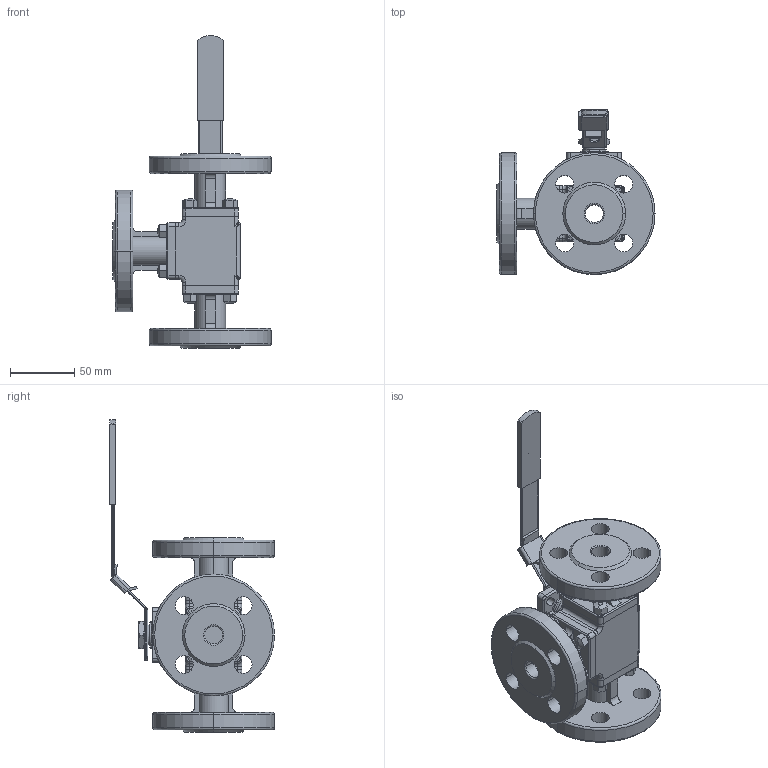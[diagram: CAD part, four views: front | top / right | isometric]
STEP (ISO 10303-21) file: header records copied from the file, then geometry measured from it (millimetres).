
FILE_DESCRIPTION(/* description */ ('Unknown','CAx-IF Rec.Pracs.---Representation and Presentation of Product Manufacturing Information (PMI)---4.0---2014-10-13','CAx-IF Rec.Pracs.---3D Tessellated Geometry---0.4---2014-09-14','2;1'),/* implementation_level */ '2;1');
FILE_NAME(/* name */ '9342_9343-04',/* time_stamp */ '2023-12-06T11:00:44+01:00',/* author */ ('Unknown'),/* organization */ ('Unknown'),/* preprocessor_version */ 'ST-DEVELOPER v18.102',/* originating_system */ 'Solid Edge',/* authorisation */ 'Unknown');
FILE_SCHEMA (('AP242_MANAGED_MODEL_BASED_3D_ENGINEERING_MIM_LF { 1 0 10303 442 1 1 4 }'));
Length unit declared in the file: millimetre
Products named in the file (12): MV-87DT DN15; 概极; 概裔; 概裝; MV-85 DN20 Bellevlle Washer; NUT  M14 GB _GB_FASTENER_NUT_STNAB M14-C; MV-85T DN20 Thrust Washert; Nut Stopper; Haddle; Plasti Cover; Lock Device; 蟈諉蹟邡
Assembly tree (26 placements, depth 2):
  MV-87DT DN15
    概极
    概裔  x3
    概裝
    MV-85 DN20 Bellevlle Washer  x2
    NUT  M14 GB _GB_FASTENER_NUT_STNAB M14-C  x2
    MV-85T DN20 Thrust Washert
    Nut Stopper
    Haddle
    Plasti Cover
    Lock Device
    蟈諉蹟邡  x12
Bounding box: 123.5 x 128.79 x 244.15 mm (x, y, z)
Volume: 445054.6 mm3; surface area: 144563.1 mm2
Topology: 26 solids, 26 shells, 1293 faces, 3329 edges, 2147 vertices
Faces by surface type: plane 663, cylinder 410, bspline 88, cone 63, torus 63, sphere 6
Entity records: 37287 total; most frequent: CARTESIAN_POINT 12116, ORIENTED_EDGE 5134, DIRECTION 4492, EDGE_CURVE 2567, VERTEX_POINT 1667, LINE 1532, VECTOR 1532, AXIS2_PLACEMENT_3D 1480
